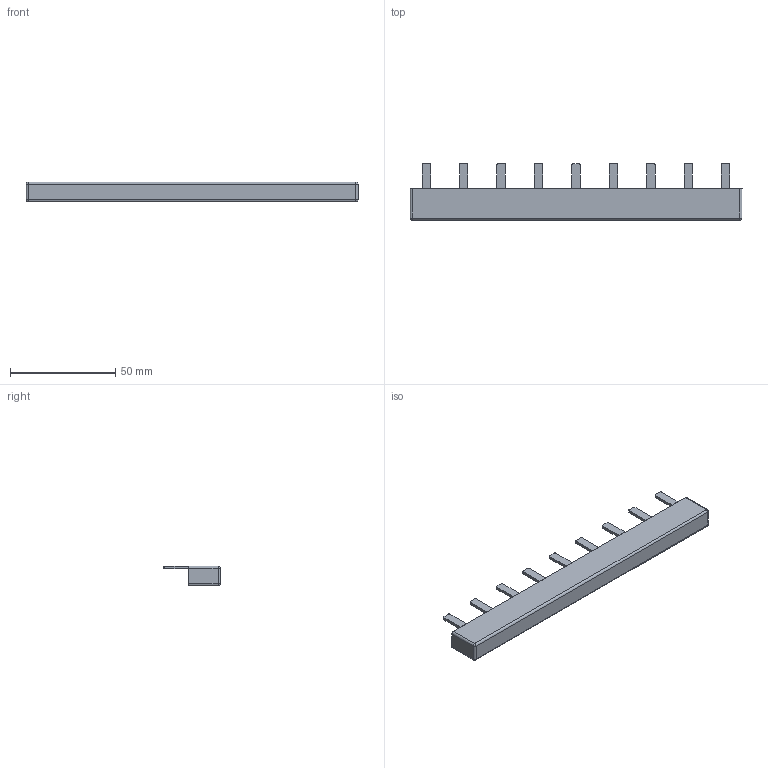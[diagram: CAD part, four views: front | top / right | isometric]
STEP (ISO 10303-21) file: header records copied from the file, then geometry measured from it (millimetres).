
FILE_DESCRIPTION(('STEP AP214'),'1');
FILE_NAME('cctmp_1480500C-C813-435F-AB78-ABD2749ADC53_2025_10_07_15_52_51_0243..stp','2025-10-07T13:52:51',('SIEMENS A&D'),('CADClick - www.CADClick.com'),'Spatial InterOp 3D',' ','unknown authorization');
FILE_SCHEMA(('AUTOMOTIVE_DESIGN'));
Length unit declared in the file: millimetre
Products named in the file (11): cc_unnamed; 2025_10_07_15_52_51_0227; 2025_10_07_15_52_51_0196; 2025_10_07_15_52_51_0164; 2025_10_07_15_52_51_0132; 2025_10_07_15_52_51_0101; 2025_10_07_15_52_51_0069; 2025_10_07_15_52_51_0037; 2025_10_07_15_52_51_0005; 2025_10_07_15_52_50_0974; 2025_10_07_15_52_50_0942
Assembly tree (10 placements, depth 2):
  cc_unnamed
    2025_10_07_15_52_51_0227
    2025_10_07_15_52_51_0196
    2025_10_07_15_52_51_0164
    2025_10_07_15_52_51_0132
    2025_10_07_15_52_51_0101
    2025_10_07_15_52_51_0069
    2025_10_07_15_52_51_0037
    2025_10_07_15_52_51_0005
    2025_10_07_15_52_50_0974
    2025_10_07_15_52_50_0942
Bounding box: 158 x 26.9 x 9.5 mm (x, y, z)
Volume: 23277.2 mm3; surface area: 9125.5 mm2
Topology: 10 solids, 10 shells, 90 faces, 202 edges, 128 vertices
Faces by surface type: plane 60, cylinder 26, sphere 4
Entity records: 3490 total; most frequent: DIRECTION 452, CARTESIAN_POINT 427, ORIENTED_EDGE 396, EDGE_CURVE 198, AXIS2_PLACEMENT_3D 153, LINE 146, VECTOR 146, VERTEX_POINT 128
